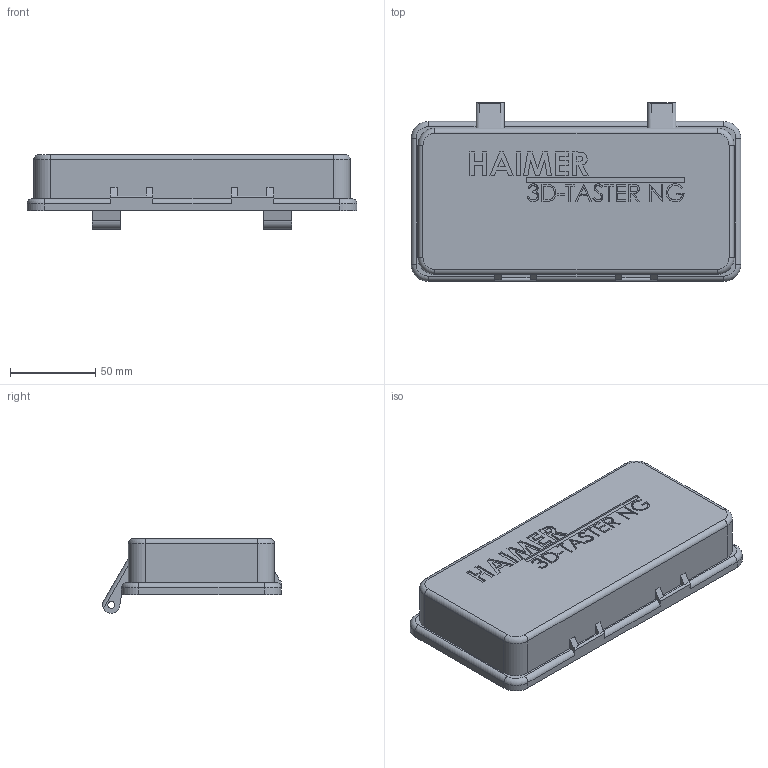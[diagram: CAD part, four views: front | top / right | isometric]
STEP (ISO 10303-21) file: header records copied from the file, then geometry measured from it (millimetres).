
FILE_DESCRIPTION (( 'STEP AP214' ), '1' );
FILE_NAME ('Haimer Case Lid.STEP', '2024-12-24T07:38:58', ( '' ), ( '' ), 'SwSTEP 2.0', 'SolidWorks 2020', '' );
FILE_SCHEMA (( 'AUTOMOTIVE_DESIGN' ));
Length unit declared in the file: millimetre
Products named in the file (1): Haimer Case Lid
Bounding box: 194 x 105.05 x 44.05 mm (x, y, z)
Volume: 125328 mm3; surface area: 68727.4 mm2
Topology: 1 solids, 1 shells, 322 faces, 860 edges, 560 vertices
Faces by surface type: plane 214, bspline 54, cylinder 42, torus 8, sphere 4
Entity records: 12854 total; most frequent: CARTESIAN_POINT 5117, ORIENTED_EDGE 1712, DIRECTION 1366, EDGE_CURVE 856, LINE 652, VECTOR 652, VERTEX_POINT 560, AXIS2_PLACEMENT_3D 357
